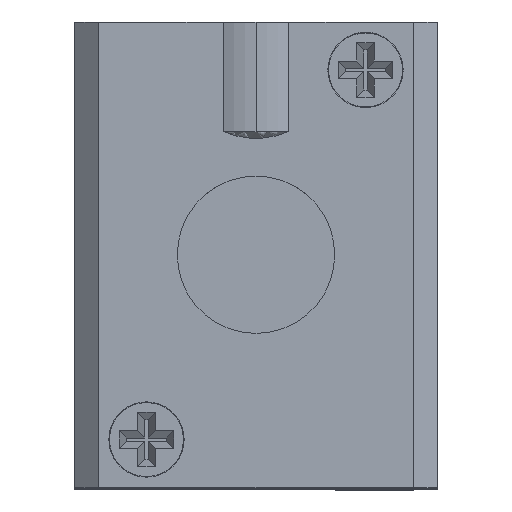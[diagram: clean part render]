
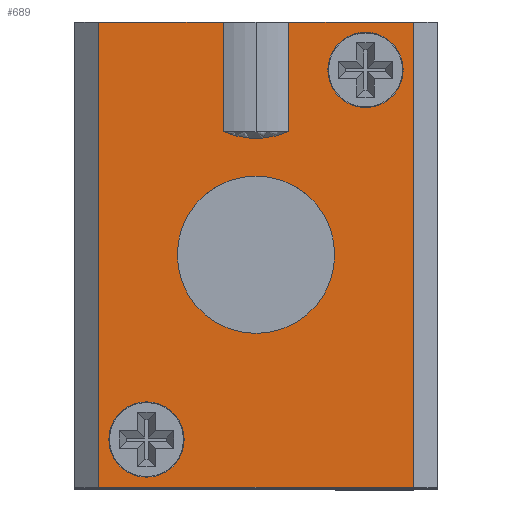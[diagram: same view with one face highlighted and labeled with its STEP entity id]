
A CAD part, top view. The second image highlights one B-rep face of the part: STEP entity #689.
In plain terms, the highlighted planar face has unit normal (0, 0, 1).
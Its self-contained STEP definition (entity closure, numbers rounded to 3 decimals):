
#163 = CIRCLE ( 'NONE', #4185, 2.75 ) ;
#165 = LINE ( 'NONE', #1285, #166 ) ;
#166 = VECTOR ( 'NONE', #1284, 1000. ) ;
#205 = CIRCLE ( 'NONE', #4198, 2.75 ) ;
#229 = LINE ( 'NONE', #1173, #230 ) ;
#230 = VECTOR ( 'NONE', #1172, 1000. ) ;
#518 = ORIENTED_EDGE ( 'NONE', *, *, #3562, .F. ) ;
#522 = ORIENTED_EDGE ( 'NONE', *, *, #3591, .F. ) ;
#523 = ORIENTED_EDGE ( 'NONE', *, *, #3623, .F. ) ;
#525 = ORIENTED_EDGE ( 'NONE', *, *, #3572, .F. ) ;
#555 = ORIENTED_EDGE ( 'NONE', *, *, #3599, .F. ) ;
#689 = ADVANCED_FACE ( 'NONE', ( #3021, #3022, #3023, #3024 ), #3347, .T. ) ;
#715 = CARTESIAN_POINT ( 'NONE',  ( -11.5, 17., 13. ) ) ;
#751 = CARTESIAN_POINT ( 'NONE',  ( -5.75, 0., 13. ) ) ;
#773 = CARTESIAN_POINT ( 'NONE',  ( 5.75, 0., 13. ) ) ;
#790 = CARTESIAN_POINT ( 'NONE',  ( 5.25, 13.5, 13. ) ) ;
#797 = CARTESIAN_POINT ( 'NONE',  ( -2.398, 17., 13. ) ) ;
#816 = CARTESIAN_POINT ( 'NONE',  ( 11.5, 17., 13. ) ) ;
#833 = CARTESIAN_POINT ( 'NONE',  ( -2.398, 9., 13. ) ) ;
#837 = CARTESIAN_POINT ( 'NONE',  ( 11.5, -17., 13. ) ) ;
#859 = CARTESIAN_POINT ( 'NONE',  ( 10.75, 13.5, 13. ) ) ;
#874 = CARTESIAN_POINT ( 'NONE',  ( -10.75, -13.5, 13. ) ) ;
#885 = CARTESIAN_POINT ( 'NONE',  ( -5.25, -13.5, 13. ) ) ;
#950 = CARTESIAN_POINT ( 'NONE',  ( -11.5, -17., 13. ) ) ;
#960 = CARTESIAN_POINT ( 'NONE',  ( 2.398, 9., 13. ) ) ;
#967 = CARTESIAN_POINT ( 'NONE',  ( 2.398, 17., 13. ) ) ;
#1172 = DIRECTION ( 'NONE',  ( 0., 1., 0. ) ) ;
#1173 = CARTESIAN_POINT ( 'NONE',  ( -2.398, 9., 13. ) ) ;
#1194 = DIRECTION ( 'NONE',  ( -1., 0., 0. ) ) ;
#1195 = CARTESIAN_POINT ( 'NONE',  ( -11.5, 17., 13. ) ) ;
#1204 = DIRECTION ( 'NONE',  ( -1., 0., 0. ) ) ;
#1206 = CARTESIAN_POINT ( 'NONE',  ( -11.5, 17., 13. ) ) ;
#1220 = DIRECTION ( 'NONE',  ( 1., 0., 0. ) ) ;
#1222 = DIRECTION ( 'NONE',  ( 0., 0., 1. ) ) ;
#1223 = CARTESIAN_POINT ( 'NONE',  ( -8., -13.5, 13. ) ) ;
#1236 = DIRECTION ( 'NONE',  ( 1., 0., 0. ) ) ;
#1242 = DIRECTION ( 'NONE',  ( 0., 0., 1. ) ) ;
#1243 = CARTESIAN_POINT ( 'NONE',  ( 0., 0., 13. ) ) ;
#1268 = DIRECTION ( 'NONE',  ( 1., 0., 0. ) ) ;
#1273 = DIRECTION ( 'NONE',  ( 0., 0., -1. ) ) ;
#1277 = CARTESIAN_POINT ( 'NONE',  ( 0., 14.5, 13. ) ) ;
#1284 = DIRECTION ( 'NONE',  ( 0., -1., 0. ) ) ;
#1285 = CARTESIAN_POINT ( 'NONE',  ( -11.5, 17., 13. ) ) ;
#1290 = DIRECTION ( 'NONE',  ( 1., 0., 0. ) ) ;
#1291 = DIRECTION ( 'NONE',  ( 0., 0., 1. ) ) ;
#1292 = CARTESIAN_POINT ( 'NONE',  ( 8., 13.5, 13. ) ) ;
#1295 = DIRECTION ( 'NONE',  ( 1., 0., 0. ) ) ;
#1296 = CARTESIAN_POINT ( 'NONE',  ( -11.5, -17., 13. ) ) ;
#1305 = DIRECTION ( 'NONE',  ( 0., 1., 0. ) ) ;
#1308 = DIRECTION ( 'NONE',  ( 0., 1., 0. ) ) ;
#1309 = CARTESIAN_POINT ( 'NONE',  ( 11.5, 17., 13. ) ) ;
#1310 = DIRECTION ( 'NONE',  ( 1., 0., 0. ) ) ;
#1311 = CARTESIAN_POINT ( 'NONE',  ( 2.398, 9., 13. ) ) ;
#1312 = DIRECTION ( 'NONE',  ( 0., 0., 1. ) ) ;
#1313 = CARTESIAN_POINT ( 'NONE',  ( 8., 13.5, 13. ) ) ;
#1365 = ORIENTED_EDGE ( 'NONE', *, *, #3639, .T. ) ;
#1366 = ORIENTED_EDGE ( 'NONE', *, *, #3575, .T. ) ;
#1446 = DIRECTION ( 'NONE',  ( 0., 0., 1. ) ) ;
#1447 = DIRECTION ( 'NONE',  ( 1., 0., 0. ) ) ;
#1449 = CARTESIAN_POINT ( 'NONE',  ( -8., -13.5, 13. ) ) ;
#1531 = DIRECTION ( 'NONE',  ( 1., 0., 0. ) ) ;
#1554 = DIRECTION ( 'NONE',  ( 0., 0., 1. ) ) ;
#1591 = CARTESIAN_POINT ( 'NONE',  ( 0., 0., 13. ) ) ;
#2012 = CIRCLE ( 'NONE', #4163, 2.75 ) ;
#2018 = CIRCLE ( 'NONE', #4165, 5.75 ) ;
#2028 = LINE ( 'NONE', #1311, #2029 ) ;
#2029 = VECTOR ( 'NONE', #1305, 1000. ) ;
#2034 = CIRCLE ( 'NONE', #4172, 6. ) ;
#2038 = CIRCLE ( 'NONE', #4174, 5.75 ) ;
#2042 = LINE ( 'NONE', #1206, #2043 ) ;
#2043 = VECTOR ( 'NONE', #1204, 1000. ) ;
#2044 = LINE ( 'NONE', #1195, #2045 ) ;
#2045 = VECTOR ( 'NONE', #1194, 1000. ) ;
#2060 = LINE ( 'NONE', #1309, #2062 ) ;
#2061 = CIRCLE ( 'NONE', #4183, 2.75 ) ;
#2062 = VECTOR ( 'NONE', #1308, 1000. ) ;
#2071 = LINE ( 'NONE', #1296, #2072 ) ;
#2072 = VECTOR ( 'NONE', #1295, 1000. ) ;
#2568 = EDGE_LOOP ( 'NONE', ( #555, #522 ) ) ;
#2570 = EDGE_LOOP ( 'NONE', ( #518, #523 ) ) ;
#2577 = EDGE_LOOP ( 'NONE', ( #525, #1366, #1365, #2628, #2627, #2626, #2625, #2624 ) ) ;
#2601 = EDGE_LOOP ( 'NONE', ( #2847, #2850 ) ) ;
#2624 = ORIENTED_EDGE ( 'NONE', *, *, #3582, .T. ) ;
#2625 = ORIENTED_EDGE ( 'NONE', *, *, #3592, .T. ) ;
#2626 = ORIENTED_EDGE ( 'NONE', *, *, #3597, .T. ) ;
#2627 = ORIENTED_EDGE ( 'NONE', *, *, #3601, .T. ) ;
#2628 = ORIENTED_EDGE ( 'NONE', *, *, #3581, .T. ) ;
#2847 = ORIENTED_EDGE ( 'NONE', *, *, #3566, .F. ) ;
#2850 = ORIENTED_EDGE ( 'NONE', *, *, #3578, .F. ) ;
#3021 = FACE_BOUND ( 'NONE', #2601, .T. ) ;
#3022 = FACE_BOUND ( 'NONE', #2568, .T. ) ;
#3023 = FACE_BOUND ( 'NONE', #2570, .T. ) ;
#3024 = FACE_OUTER_BOUND ( 'NONE', #2577, .T. ) ;
#3339 = DIRECTION ( 'NONE',  ( 1., 0., 0. ) ) ;
#3341 = DIRECTION ( 'NONE',  ( 0., 0., 1. ) ) ;
#3344 = CARTESIAN_POINT ( 'NONE',  ( 11.5, -17., 13. ) ) ;
#3347 = PLANE ( 'NONE',  #3700 ) ;
#3562 = EDGE_CURVE ( 'NONE', #3885, #3894, #2012, .T. ) ;
#3566 = EDGE_CURVE ( 'NONE', #3976, #3984, #2018, .T. ) ;
#3572 = EDGE_CURVE ( 'NONE', #4012, #4007, #2028, .T. ) ;
#3575 = EDGE_CURVE ( 'NONE', #4012, #3934, #2034, .T. ) ;
#3578 = EDGE_CURVE ( 'NONE', #3984, #3976, #2038, .T. ) ;
#3581 = EDGE_CURVE ( 'NONE', #3965, #4000, #2042, .T. ) ;
#3582 = EDGE_CURVE ( 'NONE', #3945, #4007, #2044, .T. ) ;
#3591 = EDGE_CURVE ( 'NONE', #3970, #3910, #2061, .T. ) ;
#3592 = EDGE_CURVE ( 'NONE', #3927, #3945, #2060, .T. ) ;
#3597 = EDGE_CURVE ( 'NONE', #4020, #3927, #2071, .T. ) ;
#3599 = EDGE_CURVE ( 'NONE', #3910, #3970, #163, .T. ) ;
#3601 = EDGE_CURVE ( 'NONE', #4000, #4020, #165, .T. ) ;
#3623 = EDGE_CURVE ( 'NONE', #3894, #3885, #205, .T. ) ;
#3639 = EDGE_CURVE ( 'NONE', #3934, #3965, #229, .T. ) ;
#3700 = AXIS2_PLACEMENT_3D ( 'NONE', #3344, #3341, #3339 ) ;
#3885 = VERTEX_POINT ( 'NONE', #885 ) ;
#3894 = VERTEX_POINT ( 'NONE', #874 ) ;
#3910 = VERTEX_POINT ( 'NONE', #859 ) ;
#3927 = VERTEX_POINT ( 'NONE', #837 ) ;
#3934 = VERTEX_POINT ( 'NONE', #833 ) ;
#3945 = VERTEX_POINT ( 'NONE', #816 ) ;
#3965 = VERTEX_POINT ( 'NONE', #797 ) ;
#3970 = VERTEX_POINT ( 'NONE', #790 ) ;
#3976 = VERTEX_POINT ( 'NONE', #773 ) ;
#3984 = VERTEX_POINT ( 'NONE', #751 ) ;
#4000 = VERTEX_POINT ( 'NONE', #715 ) ;
#4007 = VERTEX_POINT ( 'NONE', #967 ) ;
#4012 = VERTEX_POINT ( 'NONE', #960 ) ;
#4020 = VERTEX_POINT ( 'NONE', #950 ) ;
#4163 = AXIS2_PLACEMENT_3D ( 'NONE', #1449, #1446, #1447 ) ;
#4165 = AXIS2_PLACEMENT_3D ( 'NONE', #1591, #1554, #1531 ) ;
#4172 = AXIS2_PLACEMENT_3D ( 'NONE', #1277, #1273, #1268 ) ;
#4174 = AXIS2_PLACEMENT_3D ( 'NONE', #1243, #1242, #1236 ) ;
#4183 = AXIS2_PLACEMENT_3D ( 'NONE', #1313, #1312, #1310 ) ;
#4185 = AXIS2_PLACEMENT_3D ( 'NONE', #1292, #1291, #1290 ) ;
#4198 = AXIS2_PLACEMENT_3D ( 'NONE', #1223, #1222, #1220 ) ;
